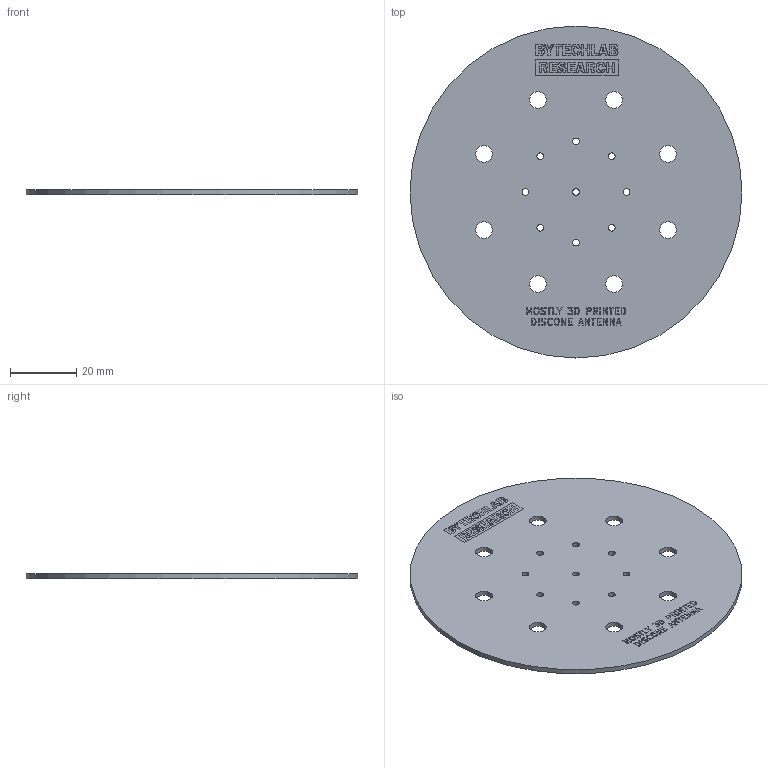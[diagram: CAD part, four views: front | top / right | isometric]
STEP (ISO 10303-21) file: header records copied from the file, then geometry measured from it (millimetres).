
FILE_DESCRIPTION(('KiCad electronic assembly'),'2;1');
FILE_NAME('DISC_PCB.step','2025-08-10T10:39:48',('Pcbnew'),('Kicad'), 'Open CASCADE STEP processor 7.9','KiCad to STEP converter','Unknown' );
FILE_SCHEMA(('AUTOMOTIVE_DESIGN { 1 0 10303 214 1 1 1 1 }'));
Length unit declared in the file: millimetre
Products named in the file (3): DISC_PCB 1; DISC_PCB_silkscreen; DISC_PCB_PCB
Assembly tree (2 placements, depth 2):
  DISC_PCB 1
    DISC_PCB_silkscreen
    DISC_PCB_PCB
Bounding box: 100 x 100 x 1.58 mm (x, y, z)
Volume: 11579.6 mm3; surface area: 16237.6 mm2
Topology: 1 solids, 43 shells, 62 faces, 2021 edges, 2003 vertices
Faces by surface type: plane 44, cylinder 18
Full cylindrical faces by diameter (mm): 2 x9, 5 x8, 100 x1
Entity records: 17468 total; most frequent: CARTESIAN_POINT 4089, DIRECTION 2298, ORIENTED_EDGE 2075, EDGE_CURVE 2021, VERTEX_POINT 2003, LINE 1874, VECTOR 1874, AXIS2_PLACEMENT_3D 212
